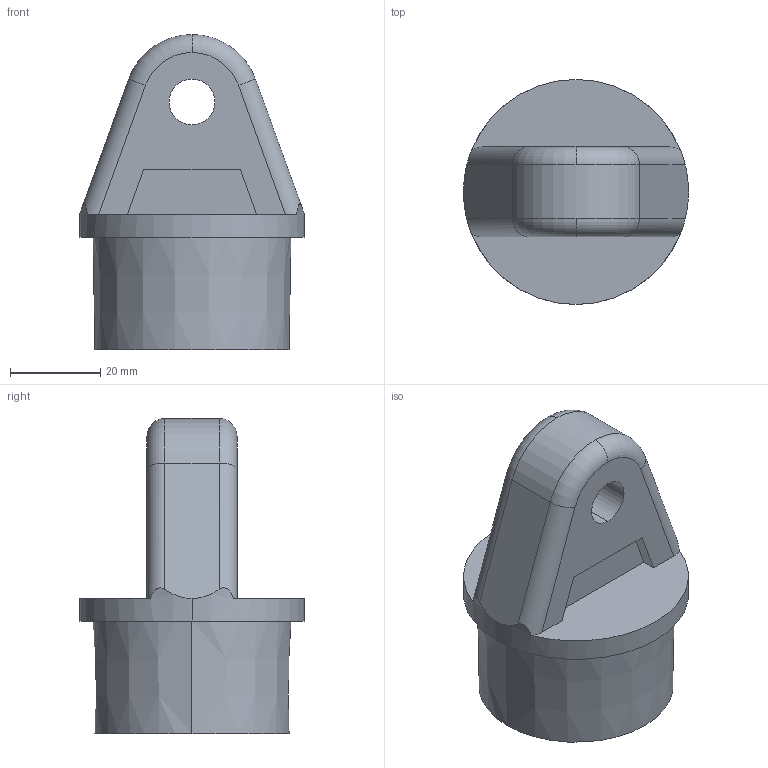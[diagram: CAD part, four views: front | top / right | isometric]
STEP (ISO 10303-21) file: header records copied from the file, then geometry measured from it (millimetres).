
FILE_DESCRIPTION (( 'STEP AP203' ), '1' );
FILE_NAME ('T58751.STEP', '2018-08-10T16:06:48', ( '' ), ( '' ), 'SwSTEP 2.0', 'SolidWorks 2016', '' );
FILE_SCHEMA (( 'CONFIG_CONTROL_DESIGN' ));
Length unit declared in the file: millimetre
Products named in the file (1): T58751
Bounding box: 50 x 50 x 70 mm (x, y, z)
Volume: 46270 mm3; surface area: 15097.8 mm2
Topology: 1 solids, 1 shells, 34 faces, 86 edges, 56 vertices
Faces by surface type: plane 17, cylinder 9, torus 4, cone 4
Entity records: 1165 total; most frequent: CARTESIAN_POINT 265, DIRECTION 174, ORIENTED_EDGE 172, EDGE_CURVE 86, AXIS2_PLACEMENT_3D 65, VERTEX_POINT 56, VECTOR 44, LINE 44
